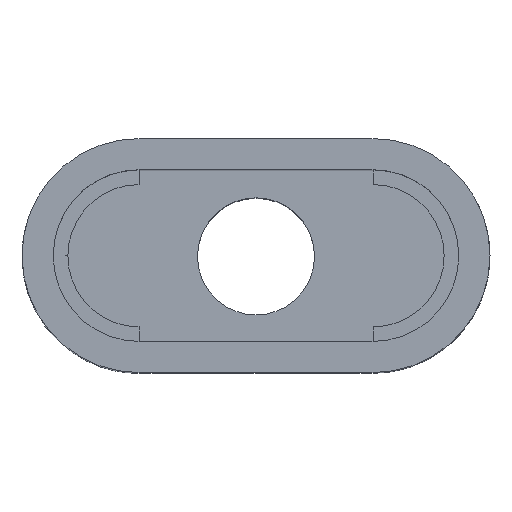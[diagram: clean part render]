
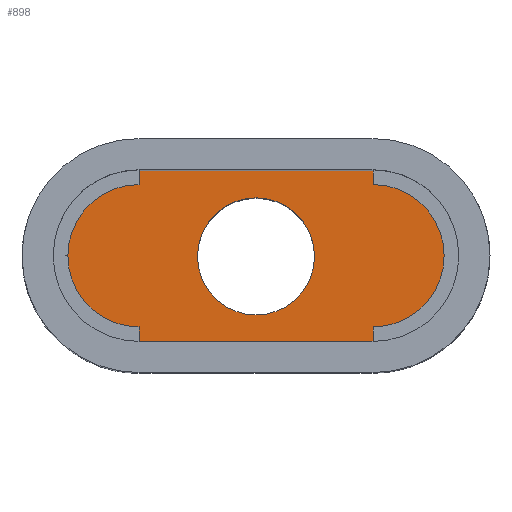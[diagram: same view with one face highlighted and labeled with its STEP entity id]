
A CAD part, top view. The second image highlights one B-rep face of the part: STEP entity #898.
In plain terms, the highlighted planar face has unit normal (0, 0, 1).
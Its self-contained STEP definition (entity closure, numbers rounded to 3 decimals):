
#264=CARTESIAN_POINT('',(3.,-2.2,7.8));
#265=VERTEX_POINT('',#264);
#266=CARTESIAN_POINT('',(3.,2.2,7.8));
#267=VERTEX_POINT('',#266);
#268=CARTESIAN_POINT('',(3.,0.,7.8));
#269=DIRECTION('',(0.,0.,1.));
#270=DIRECTION('',(1.,0.,-0.));
#271=AXIS2_PLACEMENT_3D('',#268,#269,#270);
#272=CIRCLE('',#271,2.2);
#273=EDGE_CURVE('',#265,#267,#272,.T.);
#306=CARTESIAN_POINT('',(-5.2,0.,7.8));
#307=VERTEX_POINT('',#306);
#314=CARTESIAN_POINT('',(-3.,2.2,7.8));
#315=VERTEX_POINT('',#314);
#316=CARTESIAN_POINT('',(-3.,0.,7.8));
#317=DIRECTION('',(0.,0.,1.));
#318=DIRECTION('',(1.,0.,-0.));
#319=AXIS2_PLACEMENT_3D('',#316,#317,#318);
#320=CIRCLE('',#319,2.2);
#321=EDGE_CURVE('',#315,#307,#320,.T.);
#339=CARTESIAN_POINT('',(-3.,2.2,7.8));
#340=DIRECTION('',(1.,0.,-0.));
#341=VECTOR('',#340,6.);
#342=LINE('',#339,#341);
#343=EDGE_CURVE('',#315,#267,#342,.T.);
#713=CARTESIAN_POINT('',(-3.,-2.2,7.8));
#714=VERTEX_POINT('',#713);
#715=CARTESIAN_POINT('',(3.,-2.2,7.8));
#716=DIRECTION('',(-1.,0.,0.));
#717=VECTOR('',#716,6.);
#718=LINE('',#715,#717);
#719=EDGE_CURVE('',#265,#714,#718,.T.);
#860=CARTESIAN_POINT('',(0.,0.,7.8));
#861=DIRECTION('',(0.,0.,1.));
#862=DIRECTION('',(1.,0.,0.));
#863=AXIS2_PLACEMENT_3D('',#860,#861,#862);
#864=PLANE('',#863);
#865=CARTESIAN_POINT('',(-1.5,0.,7.8));
#866=VERTEX_POINT('',#865);
#867=CARTESIAN_POINT('',(1.5,-0.,7.8));
#868=VERTEX_POINT('',#867);
#869=CARTESIAN_POINT('',(0.,0.,7.8));
#870=DIRECTION('',(0.,0.,1.));
#871=DIRECTION('',(1.,0.,-0.));
#872=AXIS2_PLACEMENT_3D('',#869,#870,#871);
#873=CIRCLE('',#872,1.5);
#874=EDGE_CURVE('',#866,#868,#873,.T.);
#875=ORIENTED_EDGE('',*,*,#874,.F.);
#876=CARTESIAN_POINT('',(0.,0.,7.8));
#877=DIRECTION('',(0.,0.,1.));
#878=DIRECTION('',(1.,0.,-0.));
#879=AXIS2_PLACEMENT_3D('',#876,#877,#878);
#880=CIRCLE('',#879,1.5);
#881=EDGE_CURVE('',#868,#866,#880,.T.);
#882=ORIENTED_EDGE('',*,*,#881,.F.);
#883=EDGE_LOOP('',(#875,#882));
#884=FACE_BOUND('',#883,.T.);
#885=ORIENTED_EDGE('',*,*,#343,.F.);
#886=ORIENTED_EDGE('',*,*,#321,.T.);
#887=CARTESIAN_POINT('',(-3.,0.,7.8));
#888=DIRECTION('',(0.,0.,1.));
#889=DIRECTION('',(1.,0.,-0.));
#890=AXIS2_PLACEMENT_3D('',#887,#888,#889);
#891=CIRCLE('',#890,2.2);
#892=EDGE_CURVE('',#307,#714,#891,.T.);
#893=ORIENTED_EDGE('',*,*,#892,.T.);
#894=ORIENTED_EDGE('',*,*,#719,.F.);
#895=ORIENTED_EDGE('',*,*,#273,.T.);
#896=EDGE_LOOP('',(#885,#886,#893,#894,#895));
#897=FACE_BOUND('',#896,.T.);
#898=ADVANCED_FACE('',(#884,#897),#864,.T.);
